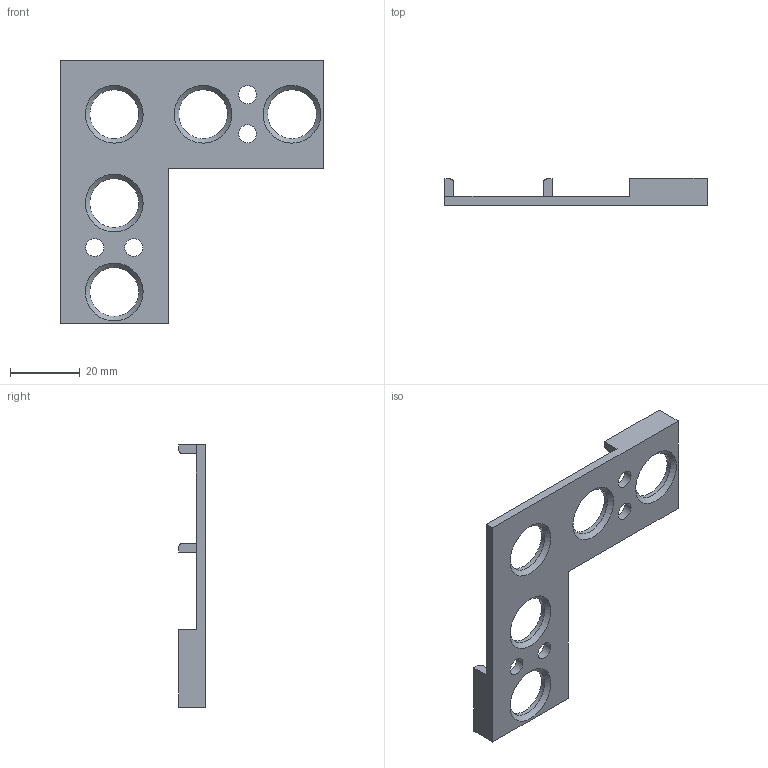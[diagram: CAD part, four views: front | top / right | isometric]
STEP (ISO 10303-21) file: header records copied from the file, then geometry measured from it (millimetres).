
FILE_DESCRIPTION(/* description */ (''),/* implementation_level */ '2;1');
FILE_NAME(/* name */ 'Corner Alignment Template.step',/* time_stamp */ '2023-09-19T19:24:16-04:00',/* author */ (''),/* organization */ (''),/* preprocessor_version */ 'ST-DEVELOPER v20',/* originating_system */ 'Autodesk Translation Framework v12.9.0.99',/* authorisation */ '');
FILE_SCHEMA (('AUTOMOTIVE_DESIGN { 1 0 10303 214 3 1 1 }'));
Length unit declared in the file: inch
Products named in the file (1): Corner Alignment Template
Bounding box: 74.93 x 7.62 x 74.93 mm (x, y, z)
Volume: 8041.7 mm3; surface area: 7885 mm2
Topology: 1 solids, 1 shells, 38 faces, 103 edges, 67 vertices
Faces by surface type: plane 20, cylinder 13, cone 5
Full cylindrical faces by diameter (mm): 5.105 x4, 13.97 x5
Entity records: 1269 total; most frequent: DIRECTION 212, CARTESIAN_POINT 209, ORIENTED_EDGE 206, EDGE_CURVE 103, LINE 72, VECTOR 72, AXIS2_PLACEMENT_3D 70, VERTEX_POINT 67
